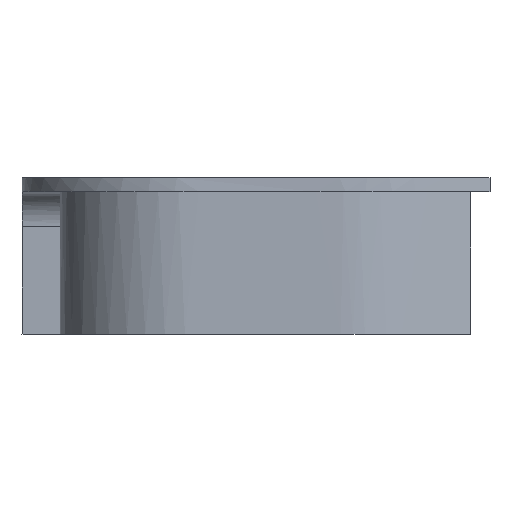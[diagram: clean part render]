
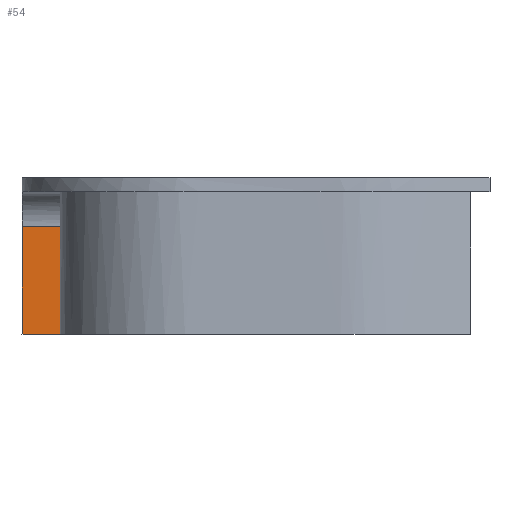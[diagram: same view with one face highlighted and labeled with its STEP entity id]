
A CAD part, front view. The second image highlights one B-rep face of the part: STEP entity #54.
In plain terms, the highlighted planar face has unit normal (0, -1, 0).
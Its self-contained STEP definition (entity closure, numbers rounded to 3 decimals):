
#54=ADVANCED_FACE('',(#86),#568,.T.);
#86=FACE_OUTER_BOUND('',#125,.T.);
#125=EDGE_LOOP('',(#271,#272,#273,#274,#275,#276));
#271=ORIENTED_EDGE('',*,*,#380,.T.);
#272=ORIENTED_EDGE('',*,*,#371,.F.);
#273=ORIENTED_EDGE('',*,*,#321,.T.);
#274=ORIENTED_EDGE('',*,*,#324,.T.);
#275=ORIENTED_EDGE('',*,*,#366,.T.);
#276=ORIENTED_EDGE('',*,*,#365,.T.);
#321=EDGE_CURVE('',#497,#499,#416,.T.);
#324=EDGE_CURVE('',#499,#518,#419,.T.);
#365=EDGE_CURVE('',#517,#530,#460,.T.);
#366=EDGE_CURVE('',#518,#517,#461,.T.);
#371=EDGE_CURVE('',#497,#531,#466,.T.);
#380=EDGE_CURVE('',#530,#531,#400,.T.);
#400=(
BOUNDED_CURVE()
B_SPLINE_CURVE(1,(#1983,#1984),.UNSPECIFIED.,.F.,.F.)
B_SPLINE_CURVE_WITH_KNOTS((2,2),(0.,11.),
 .UNSPECIFIED.)
CURVE()
GEOMETRIC_REPRESENTATION_ITEM()
RATIONAL_B_SPLINE_CURVE((1.,1.))
REPRESENTATION_ITEM('')
);
#416=B_SPLINE_CURVE_WITH_KNOTS('',1,(#1541,#1542),.UNSPECIFIED.,.F.,.F.,
(2,2),(0.,10.873),.UNSPECIFIED.);
#419=B_SPLINE_CURVE_WITH_KNOTS('',1,(#1547,#1548),.UNSPECIFIED.,.F.,.F.,
(2,2),(0.,26.498),.UNSPECIFIED.);
#460=B_SPLINE_CURVE_WITH_KNOTS('',1,(#1855,#1856),.UNSPECIFIED.,.F.,.F.,
(2,2),(87.066,234.291),.UNSPECIFIED.);
#461=B_SPLINE_CURVE_WITH_KNOTS('',1,(#1857,#1858),.UNSPECIFIED.,.F.,.F.,
(2,2),(26.498,87.066),.UNSPECIFIED.);
#466=B_SPLINE_CURVE_WITH_KNOTS('',1,(#1867,#1868,#1869,#1870),
 .UNSPECIFIED.,.F.,.F.,(2,1,1,2),(0.,26.498,87.066,234.291),
 .UNSPECIFIED.);
#497=VERTEX_POINT('',#1473);
#499=VERTEX_POINT('',#1475);
#517=VERTEX_POINT('',#1493);
#518=VERTEX_POINT('',#1494);
#530=VERTEX_POINT('',#1506);
#531=VERTEX_POINT('',#1507);
#568=PLANE('',#610);
#610=AXIS2_PLACEMENT_3D('',#1248,#635,$);
#635=DIRECTION('',(0.,-1.,0.));
#1248=CARTESIAN_POINT('',(86.673,-42.184,269.054));
#1473=CARTESIAN_POINT('',(86.673,-42.184,269.054));
#1475=CARTESIAN_POINT('',(97.673,-42.184,269.054));
#1493=CARTESIAN_POINT('',(97.673,-42.184,280.554));
#1494=CARTESIAN_POINT('',(97.673,-42.184,272.554));
#1506=CARTESIAN_POINT('',(97.673,-42.184,300.));
#1507=CARTESIAN_POINT('',(86.673,-42.184,300.));
#1541=CARTESIAN_POINT('',(86.673,-42.184,269.054));
#1542=CARTESIAN_POINT('',(97.673,-42.184,269.054));
#1547=CARTESIAN_POINT('',(97.673,-42.184,269.054));
#1548=CARTESIAN_POINT('',(97.673,-42.184,272.554));
#1855=CARTESIAN_POINT('',(97.673,-42.184,280.554));
#1856=CARTESIAN_POINT('',(97.673,-42.184,300.));
#1857=CARTESIAN_POINT('',(97.673,-42.184,272.554));
#1858=CARTESIAN_POINT('',(97.673,-42.184,280.554));
#1867=CARTESIAN_POINT('',(86.673,-42.184,269.054));
#1868=CARTESIAN_POINT('',(86.673,-42.184,272.554));
#1869=CARTESIAN_POINT('',(86.673,-42.184,280.554));
#1870=CARTESIAN_POINT('',(86.673,-42.184,300.));
#1983=CARTESIAN_POINT('',(97.673,-42.184,300.));
#1984=CARTESIAN_POINT('',(86.673,-42.184,300.));
